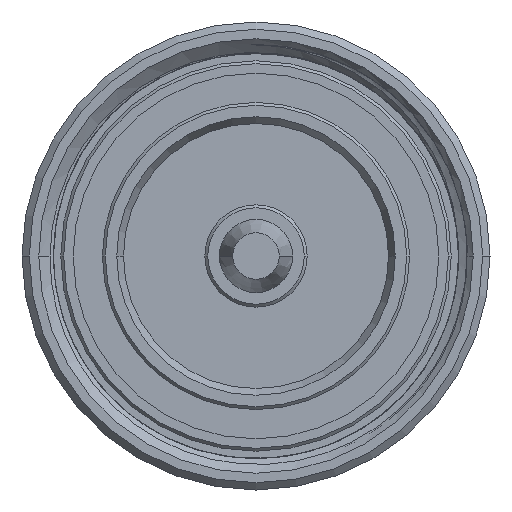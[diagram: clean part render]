
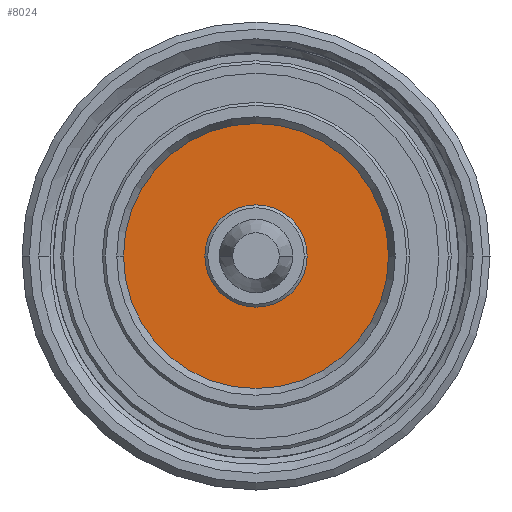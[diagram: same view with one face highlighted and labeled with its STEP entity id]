
A CAD part, left-side view. The second image highlights one B-rep face of the part: STEP entity #8024.
In plain terms, the highlighted planar face has unit normal (-1, 0, 0).
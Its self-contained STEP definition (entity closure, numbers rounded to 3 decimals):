
#3842=CARTESIAN_POINT('',(7.5,0.,0.));
#3843=DIRECTION('',(-1.,0.,0.));
#3844=DIRECTION('',(0.,1.,0.));
#3845=AXIS2_PLACEMENT_3D('',#3842,#3843,#3844);
#3847=CARTESIAN_POINT('',(7.5,0.,0.));
#3848=DIRECTION('',(1.,0.,0.));
#3849=DIRECTION('',(0.,1.,0.));
#3850=AXIS2_PLACEMENT_3D('',#3847,#3848,#3849);
#3852=CARTESIAN_POINT('',(7.5,0.,0.));
#3853=DIRECTION('',(-1.,0.,0.));
#3854=DIRECTION('',(0.,1.,0.));
#3855=AXIS2_PLACEMENT_3D('',#3852,#3853,#3854);
#3857=CARTESIAN_POINT('',(7.5,0.,0.));
#3858=DIRECTION('',(-1.,0.,0.));
#3859=DIRECTION('',(0.,-1.,0.));
#3860=AXIS2_PLACEMENT_3D('',#3857,#3858,#3859);
#3948=CARTESIAN_POINT('',(7.5,9.06,0.));
#3949=VERTEX_POINT('',#3948);
#3954=CARTESIAN_POINT('',(7.5,-9.06,0.));
#3955=VERTEX_POINT('',#3954);
#4226=CARTESIAN_POINT('',(7.5,3.5,0.));
#4227=CARTESIAN_POINT('',(7.5,-3.5,0.));
#4228=VERTEX_POINT('',#4226);
#4229=VERTEX_POINT('',#4227);
#8009=CARTESIAN_POINT('',(7.5,0.,0.));
#8010=DIRECTION('',(1.,0.,0.));
#8011=DIRECTION('',(0.,-1.,0.));
#8012=AXIS2_PLACEMENT_3D('',#8009,#8010,#8011);
#8013=PLANE('',#8012);
#8014=ORIENTED_EDGE('',*,*,#7988,.F.);
#8015=ORIENTED_EDGE('',*,*,#8004,.T.);
#8016=EDGE_LOOP('',(#8014,#8015));
#8017=FACE_OUTER_BOUND('',#8016,.F.);
#8019=ORIENTED_EDGE('',*,*,#8018,.T.);
#8021=ORIENTED_EDGE('',*,*,#8020,.T.);
#8022=EDGE_LOOP('',(#8019,#8021));
#8023=FACE_BOUND('',#8022,.F.);
#8024=ADVANCED_FACE('',(#8017,#8023),#8013,.F.);
#3846=CIRCLE('',#3845,9.06);
#3851=CIRCLE('',#3850,9.06);
#3856=CIRCLE('',#3855,3.5);
#3861=CIRCLE('',#3860,3.5);
#7988=EDGE_CURVE('',#3949,#3955,#3846,.T.);
#8004=EDGE_CURVE('',#3949,#3955,#3851,.T.);
#8018=EDGE_CURVE('',#4228,#4229,#3856,.T.);
#8020=EDGE_CURVE('',#4229,#4228,#3861,.T.);
